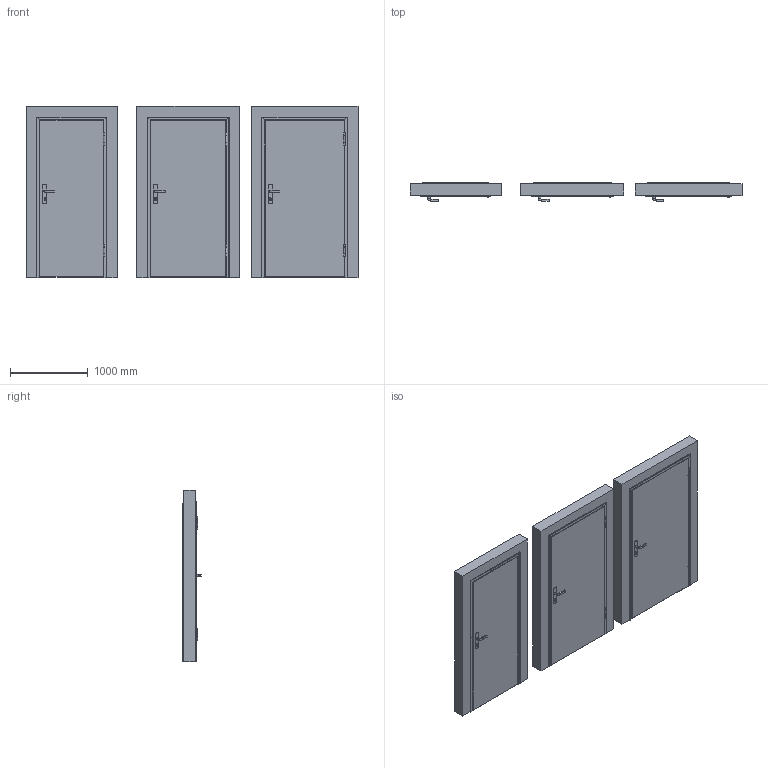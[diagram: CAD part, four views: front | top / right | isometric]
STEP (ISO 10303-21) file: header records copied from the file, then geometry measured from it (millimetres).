
FILE_DESCRIPTION(/* description */ (''),/* implementation_level */ '2;1');
FILE_NAME(/* name */ '050065_A_2-Drzwi akustyczne SILENCE 37dB na ościeżnicy stalowej..stp',/* time_stamp */ '2024-05-21T10:45:12+02:00',/* author */ (''),/* organization */ (''),/* preprocessor_version */ 'ST-DEVELOPER v16',/* originating_system */ 'SIEMENS PLM Software NX 11.0',/* authorisation */ '');
FILE_SCHEMA (('AUTOMOTIVE_DESIGN { 1 0 10303 214 3 1 1 1 }'));
Products named in the file (1): bkni4850C58Atrhe
Bounding box: 4275 x 235 x 2205 mm (x, y, z)
Volume: 654074344.4 mm3; surface area: 37404896.2 mm2
Topology: 120 solids, 120 shells, 4911 faces, 12423 edges, 8001 vertices
Faces by surface type: plane 2616, cylinder 1302, bspline 684, torus 192, cone 81, revolution 24, sphere 12
Full cylindrical faces by diameter (mm): 4 x3, 6 x30, 6.072 x24, 7.4 x24, 7.8 x12, 8 x18, 8.2 x12, 9.8 x12, 10 x12, 10.2 x12, 11 x18, 11.8 x12, 13 x18, 15.5 x12, 17 x3, 18 x6, 19 x12, 30 x6
Entity records: 156691 total; most frequent: CARTESIAN_POINT 42121, ORIENTED_EDGE 23262, DIRECTION 22427, EDGE_CURVE 11631, VERTEX_POINT 7764, AXIS2_PLACEMENT_3D 7483, LINE 7437, VECTOR 7437
